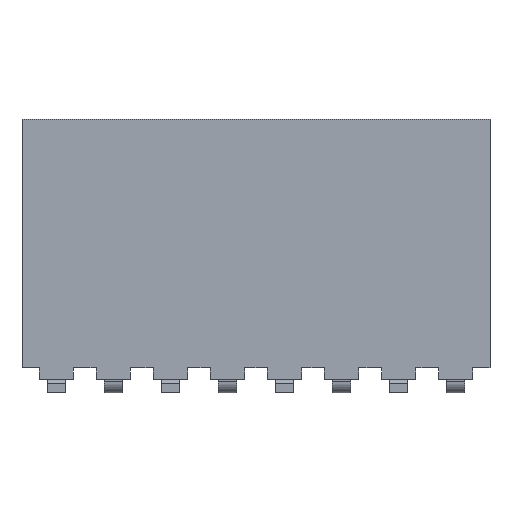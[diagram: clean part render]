
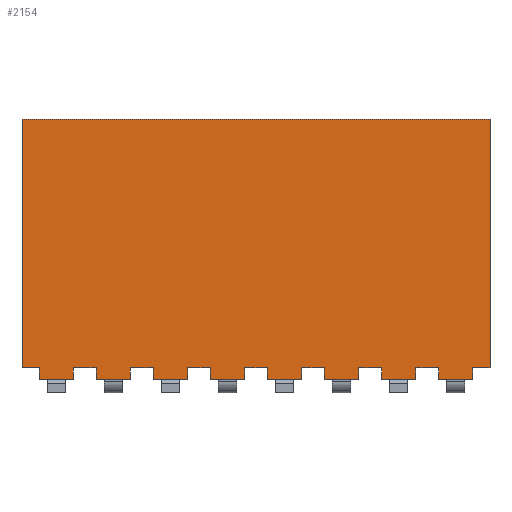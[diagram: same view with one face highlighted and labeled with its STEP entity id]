
A CAD part, front view. The second image highlights one B-rep face of the part: STEP entity #2154.
In plain terms, the highlighted face is planar.
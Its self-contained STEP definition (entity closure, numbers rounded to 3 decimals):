
#338 = VERTEX_POINT('',#339);
#339 = CARTESIAN_POINT('',(-4.064,0.,1.27));
#345 = EDGE_CURVE('',#346,#338,#348,.T.);
#346 = VERTEX_POINT('',#347);
#347 = CARTESIAN_POINT('',(-4.826,0.,1.27));
#348 = LINE('',#349,#350);
#349 = CARTESIAN_POINT('',(-5.207,0.,1.27));
#350 = VECTOR('',#351,1.);
#351 = DIRECTION('',(1.,0.,0.));
#367 = EDGE_CURVE('',#368,#370,#372,.T.);
#368 = VERTEX_POINT('',#369);
#369 = CARTESIAN_POINT('',(-3.556,0.,1.27));
#370 = VERTEX_POINT('',#371);
#371 = CARTESIAN_POINT('',(-2.794,0.,1.27));
#372 = LINE('',#373,#374);
#373 = CARTESIAN_POINT('',(-5.207,0.,1.27));
#374 = VECTOR('',#375,1.);
#375 = DIRECTION('',(1.,0.,0.));
#407 = EDGE_CURVE('',#408,#410,#412,.T.);
#408 = VERTEX_POINT('',#409);
#409 = CARTESIAN_POINT('',(-2.286,0.,1.27));
#410 = VERTEX_POINT('',#411);
#411 = CARTESIAN_POINT('',(-1.524,0.,1.27));
#412 = LINE('',#413,#414);
#413 = CARTESIAN_POINT('',(-5.207,0.,1.27));
#414 = VECTOR('',#415,1.);
#415 = DIRECTION('',(1.,0.,0.));
#447 = EDGE_CURVE('',#448,#450,#452,.T.);
#448 = VERTEX_POINT('',#449);
#449 = CARTESIAN_POINT('',(-1.016,0.,1.27));
#450 = VERTEX_POINT('',#451);
#451 = CARTESIAN_POINT('',(-0.254,0.,1.27));
#452 = LINE('',#453,#454);
#453 = CARTESIAN_POINT('',(-5.207,0.,1.27));
#454 = VECTOR('',#455,1.);
#455 = DIRECTION('',(1.,0.,0.));
#487 = EDGE_CURVE('',#488,#490,#492,.T.);
#488 = VERTEX_POINT('',#489);
#489 = CARTESIAN_POINT('',(0.254,0.,1.27));
#490 = VERTEX_POINT('',#491);
#491 = CARTESIAN_POINT('',(1.016,0.,1.27));
#492 = LINE('',#493,#494);
#493 = CARTESIAN_POINT('',(-5.207,0.,1.27));
#494 = VECTOR('',#495,1.);
#495 = DIRECTION('',(1.,0.,0.));
#527 = EDGE_CURVE('',#528,#530,#532,.T.);
#528 = VERTEX_POINT('',#529);
#529 = CARTESIAN_POINT('',(1.524,0.,1.27));
#530 = VERTEX_POINT('',#531);
#531 = CARTESIAN_POINT('',(2.286,0.,1.27));
#532 = LINE('',#533,#534);
#533 = CARTESIAN_POINT('',(-5.207,0.,1.27));
#534 = VECTOR('',#535,1.);
#535 = DIRECTION('',(1.,0.,0.));
#567 = EDGE_CURVE('',#568,#570,#572,.T.);
#568 = VERTEX_POINT('',#569);
#569 = CARTESIAN_POINT('',(2.794,0.,1.27));
#570 = VERTEX_POINT('',#571);
#571 = CARTESIAN_POINT('',(3.556,0.,1.27));
#572 = LINE('',#573,#574);
#573 = CARTESIAN_POINT('',(-5.207,0.,1.27));
#574 = VECTOR('',#575,1.);
#575 = DIRECTION('',(1.,0.,0.));
#1514 = VERTEX_POINT('',#1515);
#1515 = CARTESIAN_POINT('',(-5.207,0.254,1.27));
#1521 = EDGE_CURVE('',#1522,#1514,#1524,.T.);
#1522 = VERTEX_POINT('',#1523);
#1523 = CARTESIAN_POINT('',(-5.207,5.791,1.27));
#1524 = LINE('',#1525,#1526);
#1525 = CARTESIAN_POINT('',(-5.207,5.791,1.27));
#1526 = VECTOR('',#1527,1.);
#1527 = DIRECTION('',(0.,-1.,0.));
#1543 = EDGE_CURVE('',#1544,#1546,#1548,.T.);
#1544 = VERTEX_POINT('',#1545);
#1545 = CARTESIAN_POINT('',(5.207,5.791,1.27));
#1546 = VERTEX_POINT('',#1547);
#1547 = CARTESIAN_POINT('',(5.207,0.254,1.27));
#1548 = LINE('',#1549,#1550);
#1549 = CARTESIAN_POINT('',(5.207,5.791,1.27));
#1550 = VECTOR('',#1551,1.);
#1551 = DIRECTION('',(0.,-1.,0.));
#1623 = EDGE_CURVE('',#1624,#1626,#1628,.T.);
#1624 = VERTEX_POINT('',#1625);
#1625 = CARTESIAN_POINT('',(4.064,0.,1.27));
#1626 = VERTEX_POINT('',#1627);
#1627 = CARTESIAN_POINT('',(4.826,0.,1.27));
#1628 = LINE('',#1629,#1630);
#1629 = CARTESIAN_POINT('',(-5.207,0.,1.27));
#1630 = VECTOR('',#1631,1.);
#1631 = DIRECTION('',(1.,0.,0.));
#1670 = EDGE_CURVE('',#1522,#1544,#1671,.T.);
#1671 = LINE('',#1672,#1673);
#1672 = CARTESIAN_POINT('',(-5.207,5.791,1.27));
#1673 = VECTOR('',#1674,1.);
#1674 = DIRECTION('',(1.,0.,0.));
#2154 = ADVANCED_FACE('',(#2155),#2350,.F.);
#2155 = FACE_BOUND('',#2156,.T.);
#2156 = EDGE_LOOP('',(#2157,#2158,#2166,#2174,#2180,#2181,#2189,#2197,
    #2203,#2204,#2212,#2220,#2226,#2227,#2235,#2243,#2249,#2250,#2258,
    #2266,#2272,#2273,#2281,#2289,#2295,#2296,#2304,#2312,#2318,#2319,
    #2327,#2333,#2334,#2335,#2336,#2344));
#2157 = ORIENTED_EDGE('',*,*,#345,.T.);
#2158 = ORIENTED_EDGE('',*,*,#2159,.F.);
#2159 = EDGE_CURVE('',#2160,#338,#2162,.T.);
#2160 = VERTEX_POINT('',#2161);
#2161 = CARTESIAN_POINT('',(-4.064,0.254,1.27));
#2162 = LINE('',#2163,#2164);
#2163 = CARTESIAN_POINT('',(-4.064,0.254,1.27));
#2164 = VECTOR('',#2165,1.);
#2165 = DIRECTION('',(0.,-1.,0.));
#2166 = ORIENTED_EDGE('',*,*,#2167,.F.);
#2167 = EDGE_CURVE('',#2168,#2160,#2170,.T.);
#2168 = VERTEX_POINT('',#2169);
#2169 = CARTESIAN_POINT('',(-3.556,0.254,1.27));
#2170 = LINE('',#2171,#2172);
#2171 = CARTESIAN_POINT('',(-3.556,0.254,1.27));
#2172 = VECTOR('',#2173,1.);
#2173 = DIRECTION('',(-1.,0.,0.));
#2174 = ORIENTED_EDGE('',*,*,#2175,.F.);
#2175 = EDGE_CURVE('',#368,#2168,#2176,.T.);
#2176 = LINE('',#2177,#2178);
#2177 = CARTESIAN_POINT('',(-3.556,0.,1.27));
#2178 = VECTOR('',#2179,1.);
#2179 = DIRECTION('',(0.,1.,0.));
#2180 = ORIENTED_EDGE('',*,*,#367,.T.);
#2181 = ORIENTED_EDGE('',*,*,#2182,.F.);
#2182 = EDGE_CURVE('',#2183,#370,#2185,.T.);
#2183 = VERTEX_POINT('',#2184);
#2184 = CARTESIAN_POINT('',(-2.794,0.254,1.27));
#2185 = LINE('',#2186,#2187);
#2186 = CARTESIAN_POINT('',(-2.794,0.254,1.27));
#2187 = VECTOR('',#2188,1.);
#2188 = DIRECTION('',(0.,-1.,0.));
#2189 = ORIENTED_EDGE('',*,*,#2190,.F.);
#2190 = EDGE_CURVE('',#2191,#2183,#2193,.T.);
#2191 = VERTEX_POINT('',#2192);
#2192 = CARTESIAN_POINT('',(-2.286,0.254,1.27));
#2193 = LINE('',#2194,#2195);
#2194 = CARTESIAN_POINT('',(-2.286,0.254,1.27));
#2195 = VECTOR('',#2196,1.);
#2196 = DIRECTION('',(-1.,0.,0.));
#2197 = ORIENTED_EDGE('',*,*,#2198,.F.);
#2198 = EDGE_CURVE('',#408,#2191,#2199,.T.);
#2199 = LINE('',#2200,#2201);
#2200 = CARTESIAN_POINT('',(-2.286,0.,1.27));
#2201 = VECTOR('',#2202,1.);
#2202 = DIRECTION('',(0.,1.,0.));
#2203 = ORIENTED_EDGE('',*,*,#407,.T.);
#2204 = ORIENTED_EDGE('',*,*,#2205,.F.);
#2205 = EDGE_CURVE('',#2206,#410,#2208,.T.);
#2206 = VERTEX_POINT('',#2207);
#2207 = CARTESIAN_POINT('',(-1.524,0.254,1.27));
#2208 = LINE('',#2209,#2210);
#2209 = CARTESIAN_POINT('',(-1.524,0.254,1.27));
#2210 = VECTOR('',#2211,1.);
#2211 = DIRECTION('',(0.,-1.,0.));
#2212 = ORIENTED_EDGE('',*,*,#2213,.F.);
#2213 = EDGE_CURVE('',#2214,#2206,#2216,.T.);
#2214 = VERTEX_POINT('',#2215);
#2215 = CARTESIAN_POINT('',(-1.016,0.254,1.27));
#2216 = LINE('',#2217,#2218);
#2217 = CARTESIAN_POINT('',(-1.016,0.254,1.27));
#2218 = VECTOR('',#2219,1.);
#2219 = DIRECTION('',(-1.,0.,0.));
#2220 = ORIENTED_EDGE('',*,*,#2221,.F.);
#2221 = EDGE_CURVE('',#448,#2214,#2222,.T.);
#2222 = LINE('',#2223,#2224);
#2223 = CARTESIAN_POINT('',(-1.016,0.,1.27));
#2224 = VECTOR('',#2225,1.);
#2225 = DIRECTION('',(0.,1.,0.));
#2226 = ORIENTED_EDGE('',*,*,#447,.T.);
#2227 = ORIENTED_EDGE('',*,*,#2228,.F.);
#2228 = EDGE_CURVE('',#2229,#450,#2231,.T.);
#2229 = VERTEX_POINT('',#2230);
#2230 = CARTESIAN_POINT('',(-0.254,0.254,1.27));
#2231 = LINE('',#2232,#2233);
#2232 = CARTESIAN_POINT('',(-0.254,0.254,1.27));
#2233 = VECTOR('',#2234,1.);
#2234 = DIRECTION('',(0.,-1.,0.));
#2235 = ORIENTED_EDGE('',*,*,#2236,.F.);
#2236 = EDGE_CURVE('',#2237,#2229,#2239,.T.);
#2237 = VERTEX_POINT('',#2238);
#2238 = CARTESIAN_POINT('',(0.254,0.254,1.27));
#2239 = LINE('',#2240,#2241);
#2240 = CARTESIAN_POINT('',(0.254,0.254,1.27));
#2241 = VECTOR('',#2242,1.);
#2242 = DIRECTION('',(-1.,0.,0.));
#2243 = ORIENTED_EDGE('',*,*,#2244,.F.);
#2244 = EDGE_CURVE('',#488,#2237,#2245,.T.);
#2245 = LINE('',#2246,#2247);
#2246 = CARTESIAN_POINT('',(0.254,0.,1.27));
#2247 = VECTOR('',#2248,1.);
#2248 = DIRECTION('',(0.,1.,0.));
#2249 = ORIENTED_EDGE('',*,*,#487,.T.);
#2250 = ORIENTED_EDGE('',*,*,#2251,.F.);
#2251 = EDGE_CURVE('',#2252,#490,#2254,.T.);
#2252 = VERTEX_POINT('',#2253);
#2253 = CARTESIAN_POINT('',(1.016,0.254,1.27));
#2254 = LINE('',#2255,#2256);
#2255 = CARTESIAN_POINT('',(1.016,0.254,1.27));
#2256 = VECTOR('',#2257,1.);
#2257 = DIRECTION('',(0.,-1.,0.));
#2258 = ORIENTED_EDGE('',*,*,#2259,.F.);
#2259 = EDGE_CURVE('',#2260,#2252,#2262,.T.);
#2260 = VERTEX_POINT('',#2261);
#2261 = CARTESIAN_POINT('',(1.524,0.254,1.27));
#2262 = LINE('',#2263,#2264);
#2263 = CARTESIAN_POINT('',(1.524,0.254,1.27));
#2264 = VECTOR('',#2265,1.);
#2265 = DIRECTION('',(-1.,0.,0.));
#2266 = ORIENTED_EDGE('',*,*,#2267,.F.);
#2267 = EDGE_CURVE('',#528,#2260,#2268,.T.);
#2268 = LINE('',#2269,#2270);
#2269 = CARTESIAN_POINT('',(1.524,0.,1.27));
#2270 = VECTOR('',#2271,1.);
#2271 = DIRECTION('',(0.,1.,0.));
#2272 = ORIENTED_EDGE('',*,*,#527,.T.);
#2273 = ORIENTED_EDGE('',*,*,#2274,.F.);
#2274 = EDGE_CURVE('',#2275,#530,#2277,.T.);
#2275 = VERTEX_POINT('',#2276);
#2276 = CARTESIAN_POINT('',(2.286,0.254,1.27));
#2277 = LINE('',#2278,#2279);
#2278 = CARTESIAN_POINT('',(2.286,0.254,1.27));
#2279 = VECTOR('',#2280,1.);
#2280 = DIRECTION('',(0.,-1.,0.));
#2281 = ORIENTED_EDGE('',*,*,#2282,.F.);
#2282 = EDGE_CURVE('',#2283,#2275,#2285,.T.);
#2283 = VERTEX_POINT('',#2284);
#2284 = CARTESIAN_POINT('',(2.794,0.254,1.27));
#2285 = LINE('',#2286,#2287);
#2286 = CARTESIAN_POINT('',(2.794,0.254,1.27));
#2287 = VECTOR('',#2288,1.);
#2288 = DIRECTION('',(-1.,0.,0.));
#2289 = ORIENTED_EDGE('',*,*,#2290,.F.);
#2290 = EDGE_CURVE('',#568,#2283,#2291,.T.);
#2291 = LINE('',#2292,#2293);
#2292 = CARTESIAN_POINT('',(2.794,0.,1.27));
#2293 = VECTOR('',#2294,1.);
#2294 = DIRECTION('',(0.,1.,0.));
#2295 = ORIENTED_EDGE('',*,*,#567,.T.);
#2296 = ORIENTED_EDGE('',*,*,#2297,.F.);
#2297 = EDGE_CURVE('',#2298,#570,#2300,.T.);
#2298 = VERTEX_POINT('',#2299);
#2299 = CARTESIAN_POINT('',(3.556,0.254,1.27));
#2300 = LINE('',#2301,#2302);
#2301 = CARTESIAN_POINT('',(3.556,0.254,1.27));
#2302 = VECTOR('',#2303,1.);
#2303 = DIRECTION('',(0.,-1.,0.));
#2304 = ORIENTED_EDGE('',*,*,#2305,.F.);
#2305 = EDGE_CURVE('',#2306,#2298,#2308,.T.);
#2306 = VERTEX_POINT('',#2307);
#2307 = CARTESIAN_POINT('',(4.064,0.254,1.27));
#2308 = LINE('',#2309,#2310);
#2309 = CARTESIAN_POINT('',(4.064,0.254,1.27));
#2310 = VECTOR('',#2311,1.);
#2311 = DIRECTION('',(-1.,0.,0.));
#2312 = ORIENTED_EDGE('',*,*,#2313,.F.);
#2313 = EDGE_CURVE('',#1624,#2306,#2314,.T.);
#2314 = LINE('',#2315,#2316);
#2315 = CARTESIAN_POINT('',(4.064,0.,1.27));
#2316 = VECTOR('',#2317,1.);
#2317 = DIRECTION('',(0.,1.,0.));
#2318 = ORIENTED_EDGE('',*,*,#1623,.T.);
#2319 = ORIENTED_EDGE('',*,*,#2320,.F.);
#2320 = EDGE_CURVE('',#2321,#1626,#2323,.T.);
#2321 = VERTEX_POINT('',#2322);
#2322 = CARTESIAN_POINT('',(4.826,0.254,1.27));
#2323 = LINE('',#2324,#2325);
#2324 = CARTESIAN_POINT('',(4.826,0.254,1.27));
#2325 = VECTOR('',#2326,1.);
#2326 = DIRECTION('',(0.,-1.,0.));
#2327 = ORIENTED_EDGE('',*,*,#2328,.F.);
#2328 = EDGE_CURVE('',#1546,#2321,#2329,.T.);
#2329 = LINE('',#2330,#2331);
#2330 = CARTESIAN_POINT('',(5.334,0.254,1.27));
#2331 = VECTOR('',#2332,1.);
#2332 = DIRECTION('',(-1.,0.,0.));
#2333 = ORIENTED_EDGE('',*,*,#1543,.F.);
#2334 = ORIENTED_EDGE('',*,*,#1670,.F.);
#2335 = ORIENTED_EDGE('',*,*,#1521,.T.);
#2336 = ORIENTED_EDGE('',*,*,#2337,.F.);
#2337 = EDGE_CURVE('',#2338,#1514,#2340,.T.);
#2338 = VERTEX_POINT('',#2339);
#2339 = CARTESIAN_POINT('',(-4.826,0.254,1.27));
#2340 = LINE('',#2341,#2342);
#2341 = CARTESIAN_POINT('',(-4.826,0.254,1.27));
#2342 = VECTOR('',#2343,1.);
#2343 = DIRECTION('',(-1.,0.,0.));
#2344 = ORIENTED_EDGE('',*,*,#2345,.F.);
#2345 = EDGE_CURVE('',#346,#2338,#2346,.T.);
#2346 = LINE('',#2347,#2348);
#2347 = CARTESIAN_POINT('',(-4.826,0.,1.27));
#2348 = VECTOR('',#2349,1.);
#2349 = DIRECTION('',(0.,1.,0.));
#2350 = PLANE('',#2351);
#2351 = AXIS2_PLACEMENT_3D('',#2352,#2353,#2354);
#2352 = CARTESIAN_POINT('',(-5.207,5.791,1.27));
#2353 = DIRECTION('',(0.,0.,-1.));
#2354 = DIRECTION('',(-1.,0.,0.));
